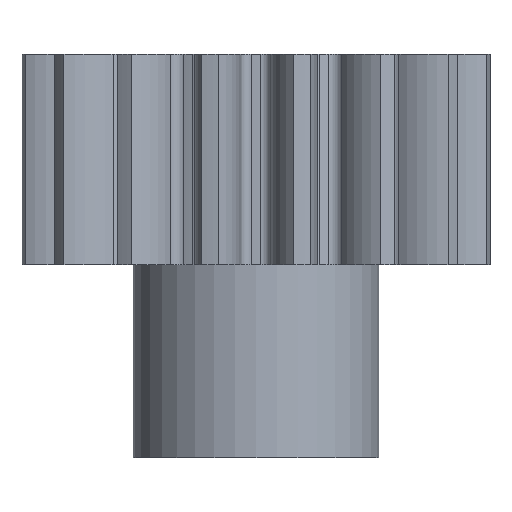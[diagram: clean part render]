
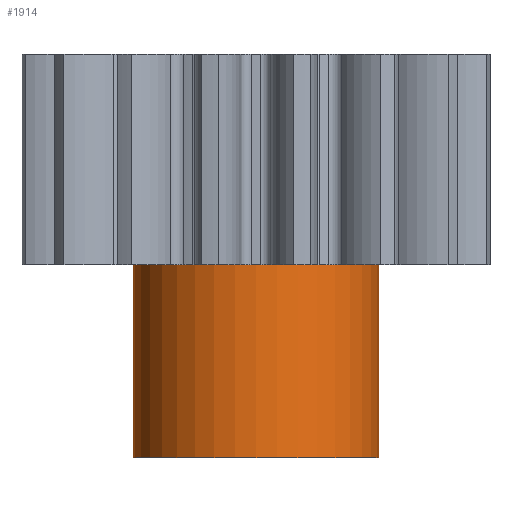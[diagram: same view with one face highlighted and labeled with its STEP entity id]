
A CAD part, front view. The second image highlights one B-rep face of the part: STEP entity #1914.
In plain terms, the highlighted cylindrical face has radius 7 mm (diameter 14 mm), a partial arc.
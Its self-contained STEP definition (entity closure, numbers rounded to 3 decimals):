
#219 = DIRECTION ( 'NONE',  ( 1., 0., 0. ) ) ;
#220 = DIRECTION ( 'NONE',  ( 0., 0., 1. ) ) ;
#221 = AXIS2_PLACEMENT_3D ( 'NONE', #329, #220, #219 ) ;
#245 = FACE_OUTER_BOUND ( 'NONE', #1943, .T. ) ;
#270 = CARTESIAN_POINT ( 'NONE',  ( 0., 0., -11. ) ) ;
#272 = CYLINDRICAL_SURFACE ( 'NONE', #302, 7. ) ;
#302 = AXIS2_PLACEMENT_3D ( 'NONE', #270, #342, #326 ) ;
#326 = DIRECTION ( 'NONE',  ( 1., 0., 0. ) ) ;
#327 = CIRCLE ( 'NONE', #221, 7. ) ;
#329 = CARTESIAN_POINT ( 'NONE',  ( 0., 0., -11. ) ) ;
#342 = DIRECTION ( 'NONE',  ( 0., 0., 1. ) ) ;
#938 = VERTEX_POINT ( 'NONE', #2781 ) ;
#957 = VERTEX_POINT ( 'NONE', #2760 ) ;
#961 = EDGE_CURVE ( 'NONE', #938, #957, #2746, .T. ) ;
#965 = VERTEX_POINT ( 'NONE', #2756 ) ;
#967 = EDGE_CURVE ( 'NONE', #976, #965, #2748, .T. ) ;
#976 = VERTEX_POINT ( 'NONE', #2699 ) ;
#1215 = EDGE_CURVE ( 'NONE', #957, #965, #3285, .T. ) ;
#1914 = ADVANCED_FACE ( 'NONE', ( #245 ), #272, .T. ) ;
#1919 = EDGE_CURVE ( 'NONE', #938, #976, #327, .T. ) ;
#1921 = ORIENTED_EDGE ( 'NONE', *, *, #1919, .T. ) ;
#1934 = ORIENTED_EDGE ( 'NONE', *, *, #961, .F. ) ;
#1943 = EDGE_LOOP ( 'NONE', ( #1934, #1921, #1945, #1953 ) ) ;
#1945 = ORIENTED_EDGE ( 'NONE', *, *, #967, .T. ) ;
#1953 = ORIENTED_EDGE ( 'NONE', *, *, #1215, .F. ) ;
#2699 = CARTESIAN_POINT ( 'NONE',  ( 7., 0., -11. ) ) ;
#2740 = DIRECTION ( 'NONE',  ( 0., 0., 1. ) ) ;
#2746 = LINE ( 'NONE', #2769, #2768 ) ;
#2747 = CARTESIAN_POINT ( 'NONE',  ( 7., 0., -11. ) ) ;
#2748 = LINE ( 'NONE', #2747, #2777 ) ;
#2756 = CARTESIAN_POINT ( 'NONE',  ( 7., 0., 0. ) ) ;
#2760 = CARTESIAN_POINT ( 'NONE',  ( -7., 0., 0. ) ) ;
#2768 = VECTOR ( 'NONE', #2740, 1000. ) ;
#2769 = CARTESIAN_POINT ( 'NONE',  ( -7., 0., -11. ) ) ;
#2776 = DIRECTION ( 'NONE',  ( 0., 0., 1. ) ) ;
#2777 = VECTOR ( 'NONE', #2776, 1000. ) ;
#2781 = CARTESIAN_POINT ( 'NONE',  ( -7., 0., -11. ) ) ;
#3276 = DIRECTION ( 'NONE',  ( 1., 0., 0. ) ) ;
#3277 = DIRECTION ( 'NONE',  ( 0., 0., 1. ) ) ;
#3285 = CIRCLE ( 'NONE', #3304, 7. ) ;
#3291 = CARTESIAN_POINT ( 'NONE',  ( 0., 0., 0. ) ) ;
#3304 = AXIS2_PLACEMENT_3D ( 'NONE', #3291, #3277, #3276 ) ;
